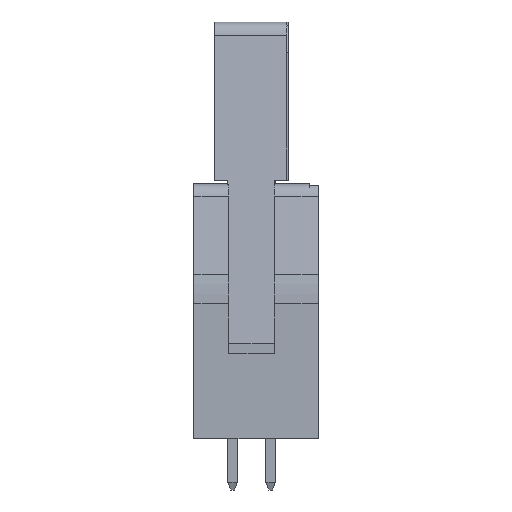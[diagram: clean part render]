
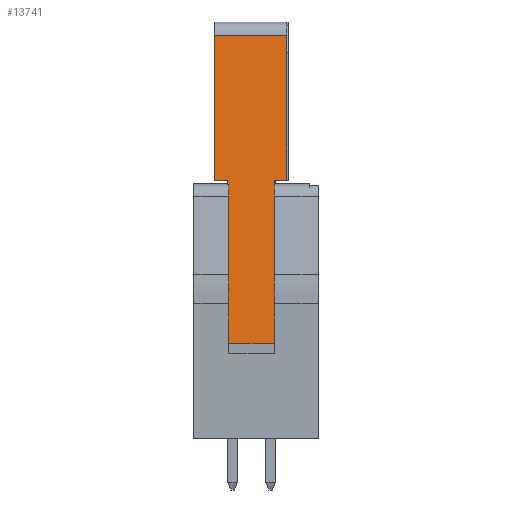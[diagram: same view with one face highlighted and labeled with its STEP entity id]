
A CAD part, front view. The second image highlights one B-rep face of the part: STEP entity #13741.
In plain terms, the highlighted face is planar.
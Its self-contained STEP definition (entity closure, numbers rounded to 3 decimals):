
#1322=ORIENTED_EDGE('',*,*,#3177,.F.);
#1323=ORIENTED_EDGE('',*,*,#3659,.T.);
#1324=ORIENTED_EDGE('',*,*,#3663,.F.);
#1325=ORIENTED_EDGE('',*,*,#3664,.T.);
#1326=ORIENTED_EDGE('',*,*,#3665,.F.);
#1327=ORIENTED_EDGE('',*,*,#3666,.F.);
#1328=ORIENTED_EDGE('',*,*,#3667,.T.);
#1329=ORIENTED_EDGE('',*,*,#3668,.F.);
#1330=ORIENTED_EDGE('',*,*,#3669,.F.);
#1331=ORIENTED_EDGE('',*,*,#3050,.T.);
#3050=EDGE_CURVE('',#4461,#4462,#5341,.T.);
#3177=EDGE_CURVE('',#4563,#4462,#5459,.T.);
#3659=EDGE_CURVE('',#4563,#4871,#5900,.T.);
#3663=EDGE_CURVE('',#4874,#4871,#5904,.T.);
#3664=EDGE_CURVE('',#4874,#4875,#5905,.T.);
#3665=EDGE_CURVE('',#4876,#4875,#5906,.T.);
#3666=EDGE_CURVE('',#4877,#4876,#5907,.T.);
#3667=EDGE_CURVE('',#4877,#4878,#5908,.T.);
#3668=EDGE_CURVE('',#4879,#4878,#5909,.T.);
#3669=EDGE_CURVE('',#4461,#4879,#5910,.T.);
#4461=VERTEX_POINT('',#17578);
#4462=VERTEX_POINT('',#17579);
#4563=VERTEX_POINT('',#17843);
#4871=VERTEX_POINT('',#18755);
#4874=VERTEX_POINT('',#18765);
#4875=VERTEX_POINT('',#18767);
#4876=VERTEX_POINT('',#18769);
#4877=VERTEX_POINT('',#18771);
#4878=VERTEX_POINT('',#18773);
#4879=VERTEX_POINT('',#18775);
#5341=LINE('',#17577,#6666);
#5459=LINE('',#17844,#6784);
#5900=LINE('',#18756,#7225);
#5904=LINE('',#18764,#7229);
#5905=LINE('',#18766,#7230);
#5906=LINE('',#18768,#7231);
#5907=LINE('',#18770,#7232);
#5908=LINE('',#18772,#7233);
#5909=LINE('',#18774,#7234);
#5910=LINE('',#18776,#7235);
#6666=VECTOR('',#14901,1000.);
#6784=VECTOR('',#15111,1000.);
#7225=VECTOR('',#15878,1000.);
#7229=VECTOR('',#15886,1000.);
#7230=VECTOR('',#15887,1000.);
#7231=VECTOR('',#15888,1000.);
#7232=VECTOR('',#15889,1000.);
#7233=VECTOR('',#15890,1000.);
#7234=VECTOR('',#15891,1000.);
#7235=VECTOR('',#15892,1000.);
#8125=EDGE_LOOP('',(#1322,#1323,#1324,#1325,#1326,#1327,#1328,#1329,#1330,
#1331));
#8738=FACE_BOUND('',#8125,.T.);
#9299=PLANE('',#14359);
#13741=ADVANCED_FACE('',(#8738),#9299,.T.);
#14359=AXIS2_PLACEMENT_3D('',#18763,#15884,#15885);
#14901=DIRECTION('',(0.,1.,0.));
#15111=DIRECTION('',(-0.117,0.,0.993));
#15878=DIRECTION('',(0.,1.,0.));
#15884=DIRECTION('',(0.993,0.,0.117));
#15885=DIRECTION('',(0.117,0.,-0.993));
#15886=DIRECTION('',(0.117,0.,-0.993));
#15887=DIRECTION('',(0.,1.,0.));
#15888=DIRECTION('',(0.117,0.,-0.993));
#15889=DIRECTION('',(0.,1.,0.));
#15890=DIRECTION('',(0.117,0.,-0.993));
#15891=DIRECTION('',(0.,-1.,0.));
#15892=DIRECTION('',(-0.117,0.,0.993));
#17577=CARTESIAN_POINT('',(18.009,-4.15,11.948));
#17578=CARTESIAN_POINT('',(18.009,-1.925,11.948));
#17579=CARTESIAN_POINT('',(18.009,-1.825,11.948));
#17843=CARTESIAN_POINT('',(19.26,-1.825,1.366));
#17844=CARTESIAN_POINT('',(19.316,-1.825,0.892));
#18755=CARTESIAN_POINT('',(19.26,1.215,1.366));
#18756=CARTESIAN_POINT('',(19.26,-2.755,1.366));
#18763=CARTESIAN_POINT('',(16.61,-2.755,23.785));
#18764=CARTESIAN_POINT('',(17.974,1.215,12.249));
#18765=CARTESIAN_POINT('',(17.974,1.215,12.249));
#18766=CARTESIAN_POINT('',(17.974,1.215,12.249));
#18767=CARTESIAN_POINT('',(17.974,2.045,12.249));
#18768=CARTESIAN_POINT('',(16.61,2.045,23.785));
#18769=CARTESIAN_POINT('',(16.831,2.045,21.913));
#18770=CARTESIAN_POINT('',(16.831,-2.755,21.913));
#18771=CARTESIAN_POINT('',(16.831,-2.755,21.913));
#18772=CARTESIAN_POINT('',(16.61,-2.755,23.785));
#18773=CARTESIAN_POINT('',(17.974,-2.755,12.249));
#18774=CARTESIAN_POINT('',(17.974,-1.925,12.249));
#18775=CARTESIAN_POINT('',(17.974,-1.925,12.249));
#18776=CARTESIAN_POINT('',(17.974,-1.925,12.249));
